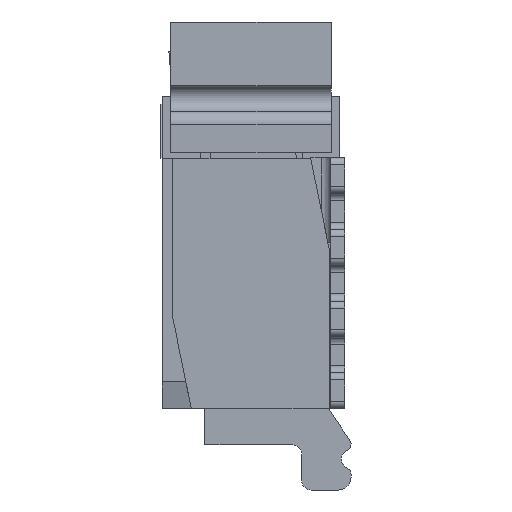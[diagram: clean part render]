
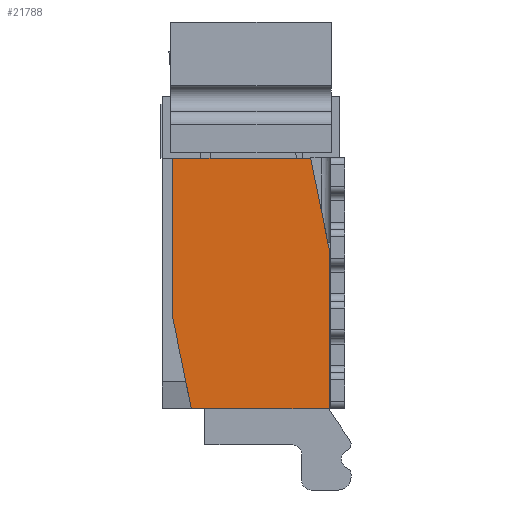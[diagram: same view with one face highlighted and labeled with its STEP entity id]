
A CAD part, left-side view. The second image highlights one B-rep face of the part: STEP entity #21788.
In plain terms, the highlighted planar face has unit normal (-1, 0, 0).
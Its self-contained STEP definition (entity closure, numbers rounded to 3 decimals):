
#62=DIRECTION('',(0.,1.,0.));
#63=VECTOR('',#62,1.93);
#64=CARTESIAN_POINT('',(-17.565,-0.835,-0.87));
#65=LINE('',#64,#63);
#1690=DIRECTION('',(0.,0.201,0.98));
#1691=VECTOR('',#1690,1.296);
#1692=CARTESIAN_POINT('',(-17.565,0.835,-4.37));
#1693=LINE('',#1692,#1691);
#1694=DIRECTION('',(0.,0.,-1.));
#1695=VECTOR('',#1694,2.23);
#1696=CARTESIAN_POINT('',(-17.565,1.095,-0.87));
#1697=LINE('',#1696,#1695);
#1698=DIRECTION('',(0.,-0.201,-0.98));
#1699=VECTOR('',#1698,1.296);
#1700=CARTESIAN_POINT('',(-17.565,-0.835,-0.87));
#1701=LINE('',#1700,#1699);
#1702=DIRECTION('',(0.,0.,-1.));
#1703=VECTOR('',#1702,2.23);
#1704=CARTESIAN_POINT('',(-17.565,-1.095,-2.14));
#1705=LINE('',#1704,#1703);
#1706=DIRECTION('',(0.,1.,0.));
#1707=VECTOR('',#1706,1.93);
#1708=CARTESIAN_POINT('',(-17.565,-1.095,-4.37));
#1709=LINE('',#1708,#1707);
#15219=CARTESIAN_POINT('',(-17.565,1.095,-0.87));
#15221=VERTEX_POINT('',#15219);
#15234=CARTESIAN_POINT('',(-17.565,-1.095,-4.37));
#15235=VERTEX_POINT('',#15234);
#15678=CARTESIAN_POINT('',(-17.565,0.835,-4.37));
#15679=CARTESIAN_POINT('',(-17.565,1.095,-3.1));
#15680=VERTEX_POINT('',#15678);
#15681=VERTEX_POINT('',#15679);
#15682=CARTESIAN_POINT('',(-17.565,-0.835,-0.87));
#15683=CARTESIAN_POINT('',(-17.565,-1.095,-2.14));
#15684=VERTEX_POINT('',#15682);
#15685=VERTEX_POINT('',#15683);
#21773=CARTESIAN_POINT('',(-17.565,-1.245,-4.37));
#21774=DIRECTION('',(-1.,0.,0.));
#21775=DIRECTION('',(0.,0.,1.));
#21776=AXIS2_PLACEMENT_3D('',#21773,#21774,#21775);
#21777=PLANE('',#21776);
#21779=ORIENTED_EDGE('',*,*,#21778,.T.);
#21781=ORIENTED_EDGE('',*,*,#21780,.F.);
#21782=ORIENTED_EDGE('',*,*,#19998,.F.);
#21783=ORIENTED_EDGE('',*,*,#21687,.T.);
#21784=ORIENTED_EDGE('',*,*,#21768,.T.);
#21785=ORIENTED_EDGE('',*,*,#20168,.T.);
#21786=EDGE_LOOP('',(#21779,#21781,#21782,#21783,#21784,#21785));
#21787=FACE_OUTER_BOUND('',#21786,.F.);
#19998=EDGE_CURVE('',#15684,#15221,#65,.T.);
#20168=EDGE_CURVE('',#15235,#15680,#1709,.T.);
#21687=EDGE_CURVE('',#15684,#15685,#1701,.T.);
#21768=EDGE_CURVE('',#15685,#15235,#1705,.T.);
#21778=EDGE_CURVE('',#15680,#15681,#1693,.T.);
#21780=EDGE_CURVE('',#15221,#15681,#1697,.T.);
#21788=ADVANCED_FACE('',(#21787),#21777,.T.);
